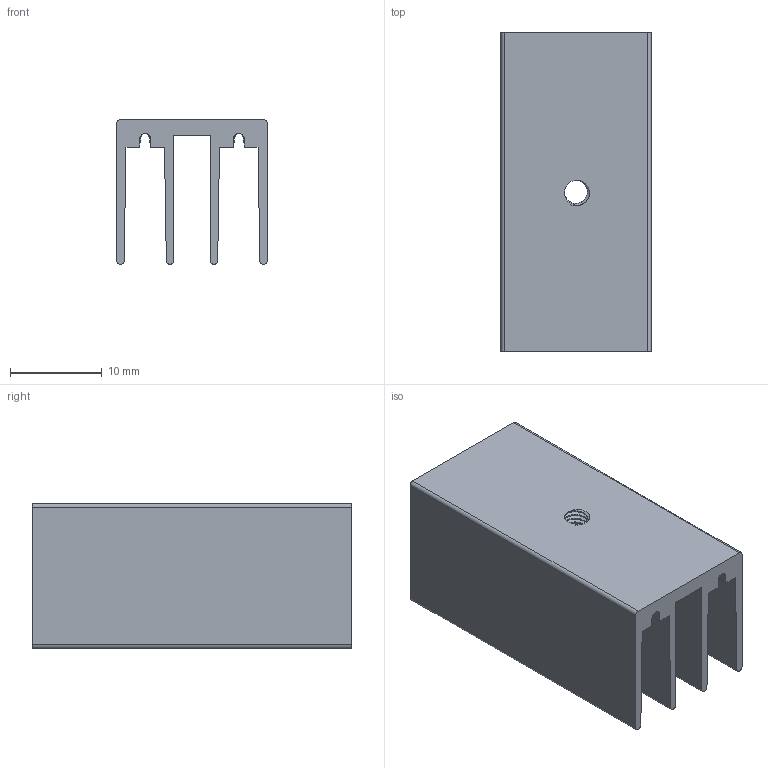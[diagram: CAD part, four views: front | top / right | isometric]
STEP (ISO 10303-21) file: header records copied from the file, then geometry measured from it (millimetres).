
FILE_DESCRIPTION (( 'STEP AP214' ), '1' );
FILE_NAME ('P_16,4x15,8x34,8.STEP', '2025-08-05T03:26:13', ( '' ), ( '' ), 'SwSTEP 2.0', 'SolidWorks 2024', '' );
FILE_SCHEMA (( 'AUTOMOTIVE_DESIGN' ));
Length unit declared in the file: millimetre
Products named in the file (1): P_16,4x15,8x34,8
Bounding box: 16.4 x 34.8 x 15.8 mm (x, y, z)
Volume: 2986 mm3; surface area: 5291.5 mm2
Topology: 1 solids, 1 shells, 163 faces, 459 edges, 298 vertices
Faces by surface type: plane 128, cylinder 32, bspline 3
Entity records: 7422 total; most frequent: CARTESIAN_POINT 2590, ORIENTED_EDGE 918, DIRECTION 833, EDGE_CURVE 459, VECTOR 361, LINE 361, VERTEX_POINT 298, AXIS2_PLACEMENT_3D 236
